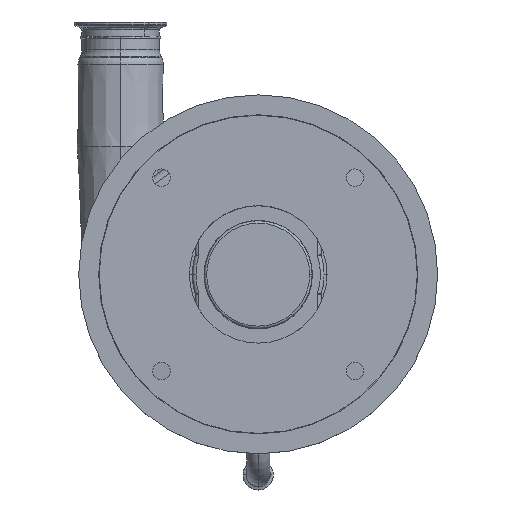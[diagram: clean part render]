
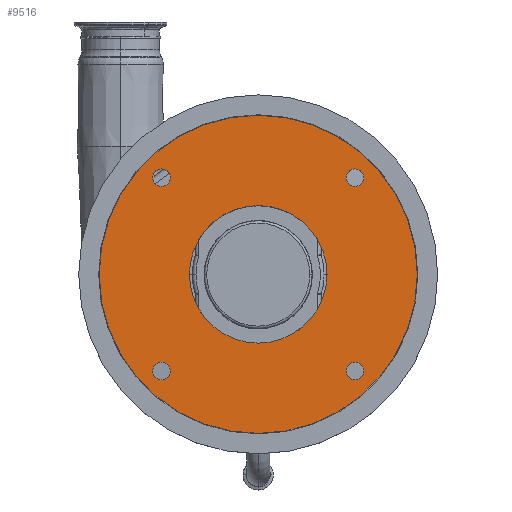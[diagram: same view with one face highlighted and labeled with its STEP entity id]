
A CAD part, top view. The second image highlights one B-rep face of the part: STEP entity #9516.
In plain terms, the highlighted planar face has unit normal (0, 0, 1).
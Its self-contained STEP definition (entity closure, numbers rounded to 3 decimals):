
#498 = CARTESIAN_POINT ( 'NONE',  ( 80.822, 80.822, 189.5 ) ) ;
#639 = CIRCLE ( 'NONE', #4262, 57.5 ) ;
#979 = AXIS2_PLACEMENT_3D ( 'NONE', #5526, #4321, #15381 ) ;
#1043 = VERTEX_POINT ( 'NONE', #12927 ) ;
#1130 = EDGE_CURVE ( 'NONE', #12866, #9949, #15435, .T. ) ;
#1261 = EDGE_CURVE ( 'NONE', #5293, #14405, #12855, .T. ) ;
#1293 = CARTESIAN_POINT ( 'NONE',  ( 80.822, 80.822, 189.5 ) ) ;
#1340 = CARTESIAN_POINT ( 'NONE',  ( -80.822, -80.822, 189.5 ) ) ;
#1446 = EDGE_CURVE ( 'NONE', #8970, #3887, #5570, .T. ) ;
#1504 = CIRCLE ( 'NONE', #7209, 7.25 ) ;
#1525 = VERTEX_POINT ( 'NONE', #9660 ) ;
#1669 = FACE_BOUND ( 'NONE', #10381, .T. ) ;
#1697 = ORIENTED_EDGE ( 'NONE', *, *, #10754, .F. ) ;
#1801 = CARTESIAN_POINT ( 'NONE',  ( 0., 0., 189.5 ) ) ;
#1937 = DIRECTION ( 'NONE',  ( 0., 0., 1. ) ) ;
#2073 = CIRCLE ( 'NONE', #14242, 7.25 ) ;
#2728 = DIRECTION ( 'NONE',  ( 1., 0., 0. ) ) ;
#3034 = FACE_BOUND ( 'NONE', #7346, .T. ) ;
#3204 = DIRECTION ( 'NONE',  ( 0., 0., 1. ) ) ;
#3218 = EDGE_CURVE ( 'NONE', #13828, #1043, #2073, .T. ) ;
#3287 = DIRECTION ( 'NONE',  ( 0., 0., 1. ) ) ;
#3611 = DIRECTION ( 'NONE',  ( 1., 0., 0. ) ) ;
#3726 = DIRECTION ( 'NONE',  ( 1., 0., 0. ) ) ;
#3887 = VERTEX_POINT ( 'NONE', #5859 ) ;
#3968 = ORIENTED_EDGE ( 'NONE', *, *, #1261, .F. ) ;
#3999 = CIRCLE ( 'NONE', #12316, 132.95 ) ;
#4062 = EDGE_LOOP ( 'NONE', ( #5557, #7439 ) ) ;
#4262 = AXIS2_PLACEMENT_3D ( 'NONE', #4452, #8115, #4292 ) ;
#4292 = DIRECTION ( 'NONE',  ( 1., 0., 0. ) ) ;
#4321 = DIRECTION ( 'NONE',  ( 0., 0., 1. ) ) ;
#4384 = DIRECTION ( 'NONE',  ( 0., 0., 1. ) ) ;
#4438 = CARTESIAN_POINT ( 'NONE',  ( 88.072, 80.822, 189.5 ) ) ;
#4452 = CARTESIAN_POINT ( 'NONE',  ( 0., 0., 189.5 ) ) ;
#4850 = CIRCLE ( 'NONE', #13151, 132.95 ) ;
#5092 = DIRECTION ( 'NONE',  ( 1., 0., 0. ) ) ;
#5233 = CARTESIAN_POINT ( 'NONE',  ( -132.95, 0., 189.5 ) ) ;
#5293 = VERTEX_POINT ( 'NONE', #11526 ) ;
#5526 = CARTESIAN_POINT ( 'NONE',  ( 0., 0., 189.5 ) ) ;
#5557 = ORIENTED_EDGE ( 'NONE', *, *, #1446, .F. ) ;
#5570 = CIRCLE ( 'NONE', #14933, 7.25 ) ;
#5706 = CARTESIAN_POINT ( 'NONE',  ( -88.072, 80.822, 189.5 ) ) ;
#5859 = CARTESIAN_POINT ( 'NONE',  ( -88.072, -80.822, 189.5 ) ) ;
#6067 = CARTESIAN_POINT ( 'NONE',  ( 73.572, -80.822, 189.5 ) ) ;
#6531 = FACE_BOUND ( 'NONE', #4062, .T. ) ;
#6633 = DIRECTION ( 'NONE',  ( 0., 0., 1. ) ) ;
#6744 = DIRECTION ( 'NONE',  ( 1., 0., 0. ) ) ;
#7049 = EDGE_LOOP ( 'NONE', ( #8668, #12074 ) ) ;
#7144 = AXIS2_PLACEMENT_3D ( 'NONE', #1293, #10234, #5092 ) ;
#7209 = AXIS2_PLACEMENT_3D ( 'NONE', #14403, #3287, #11981 ) ;
#7319 = AXIS2_PLACEMENT_3D ( 'NONE', #16043, #13852, #3611 ) ;
#7346 = EDGE_LOOP ( 'NONE', ( #15050, #3968 ) ) ;
#7439 = ORIENTED_EDGE ( 'NONE', *, *, #15933, .F. ) ;
#8018 = EDGE_CURVE ( 'NONE', #11551, #10629, #4850, .T. ) ;
#8079 = CIRCLE ( 'NONE', #7319, 7.25 ) ;
#8115 = DIRECTION ( 'NONE',  ( 0., 0., 1. ) ) ;
#8351 = AXIS2_PLACEMENT_3D ( 'NONE', #14253, #6633, #10215 ) ;
#8460 = DIRECTION ( 'NONE',  ( 0., 0., 1. ) ) ;
#8668 = ORIENTED_EDGE ( 'NONE', *, *, #8018, .T. ) ;
#8970 = VERTEX_POINT ( 'NONE', #9160 ) ;
#8979 = AXIS2_PLACEMENT_3D ( 'NONE', #1340, #13850, #2728 ) ;
#9137 = EDGE_CURVE ( 'NONE', #9949, #12866, #1504, .T. ) ;
#9160 = CARTESIAN_POINT ( 'NONE',  ( -73.572, -80.822, 189.5 ) ) ;
#9363 = DIRECTION ( 'NONE',  ( 0., 0., 1. ) ) ;
#9475 = VERTEX_POINT ( 'NONE', #11412 ) ;
#9516 = ADVANCED_FACE ( 'NONE', ( #10511, #12878, #6531, #10436, #3034, #1669 ), #14006, .T. ) ;
#9660 = CARTESIAN_POINT ( 'NONE',  ( -57.5, 0., 189.5 ) ) ;
#9740 = CIRCLE ( 'NONE', #14132, 7.25 ) ;
#9949 = VERTEX_POINT ( 'NONE', #5706 ) ;
#10010 = CARTESIAN_POINT ( 'NONE',  ( 132.95, 0., 189.5 ) ) ;
#10174 = EDGE_LOOP ( 'NONE', ( #1697, #11890 ) ) ;
#10215 = DIRECTION ( 'NONE',  ( 1., 0., 0. ) ) ;
#10234 = DIRECTION ( 'NONE',  ( 0., 0., 1. ) ) ;
#10381 = EDGE_LOOP ( 'NONE', ( #14231, #14958 ) ) ;
#10436 = FACE_BOUND ( 'NONE', #10174, .T. ) ;
#10511 = FACE_OUTER_BOUND ( 'NONE', #7049, .T. ) ;
#10629 = VERTEX_POINT ( 'NONE', #5233 ) ;
#10635 = EDGE_CURVE ( 'NONE', #1525, #9475, #14303, .T. ) ;
#10754 = EDGE_CURVE ( 'NONE', #1043, #13828, #8079, .T. ) ;
#10888 = ORIENTED_EDGE ( 'NONE', *, *, #1130, .F. ) ;
#11047 = CARTESIAN_POINT ( 'NONE',  ( -80.822, 80.822, 189.5 ) ) ;
#11412 = CARTESIAN_POINT ( 'NONE',  ( 57.5, 0., 189.5 ) ) ;
#11526 = CARTESIAN_POINT ( 'NONE',  ( 73.572, 80.822, 189.5 ) ) ;
#11551 = VERTEX_POINT ( 'NONE', #10010 ) ;
#11648 = CARTESIAN_POINT ( 'NONE',  ( 0., 0., 189.5 ) ) ;
#11675 = CARTESIAN_POINT ( 'NONE',  ( -80.822, -80.822, 189.5 ) ) ;
#11816 = DIRECTION ( 'NONE',  ( 1., 0., 0. ) ) ;
#11890 = ORIENTED_EDGE ( 'NONE', *, *, #3218, .F. ) ;
#11895 = CARTESIAN_POINT ( 'NONE',  ( -73.572, 80.822, 189.5 ) ) ;
#11981 = DIRECTION ( 'NONE',  ( 1., 0., 0. ) ) ;
#12074 = ORIENTED_EDGE ( 'NONE', *, *, #13055, .T. ) ;
#12316 = AXIS2_PLACEMENT_3D ( 'NONE', #1801, #4384, #6744 ) ;
#12829 = DIRECTION ( 'NONE',  ( 1., 0., 0. ) ) ;
#12855 = CIRCLE ( 'NONE', #7144, 7.25 ) ;
#12866 = VERTEX_POINT ( 'NONE', #11895 ) ;
#12878 = FACE_BOUND ( 'NONE', #13426, .T. ) ;
#12927 = CARTESIAN_POINT ( 'NONE',  ( 88.072, -80.822, 189.5 ) ) ;
#12999 = DIRECTION ( 'NONE',  ( 1., 0., 0. ) ) ;
#13055 = EDGE_CURVE ( 'NONE', #10629, #11551, #3999, .T. ) ;
#13099 = CIRCLE ( 'NONE', #8979, 7.25 ) ;
#13151 = AXIS2_PLACEMENT_3D ( 'NONE', #11648, #3204, #11816 ) ;
#13426 = EDGE_LOOP ( 'NONE', ( #10888, #14678 ) ) ;
#13828 = VERTEX_POINT ( 'NONE', #6067 ) ;
#13850 = DIRECTION ( 'NONE',  ( 0., 0., 1. ) ) ;
#13852 = DIRECTION ( 'NONE',  ( 0., 0., 1. ) ) ;
#14006 = PLANE ( 'NONE',  #979 ) ;
#14132 = AXIS2_PLACEMENT_3D ( 'NONE', #498, #9363, #12999 ) ;
#14231 = ORIENTED_EDGE ( 'NONE', *, *, #15400, .F. ) ;
#14242 = AXIS2_PLACEMENT_3D ( 'NONE', #15016, #14858, #3726 ) ;
#14253 = CARTESIAN_POINT ( 'NONE',  ( 0., 0., 189.5 ) ) ;
#14303 = CIRCLE ( 'NONE', #8351, 57.5 ) ;
#14403 = CARTESIAN_POINT ( 'NONE',  ( -80.822, 80.822, 189.5 ) ) ;
#14405 = VERTEX_POINT ( 'NONE', #4438 ) ;
#14450 = DIRECTION ( 'NONE',  ( 1., 0., 0. ) ) ;
#14678 = ORIENTED_EDGE ( 'NONE', *, *, #9137, .F. ) ;
#14718 = EDGE_CURVE ( 'NONE', #14405, #5293, #9740, .T. ) ;
#14858 = DIRECTION ( 'NONE',  ( 0., 0., 1. ) ) ;
#14933 = AXIS2_PLACEMENT_3D ( 'NONE', #11675, #1937, #12829 ) ;
#14958 = ORIENTED_EDGE ( 'NONE', *, *, #10635, .F. ) ;
#15016 = CARTESIAN_POINT ( 'NONE',  ( 80.822, -80.822, 189.5 ) ) ;
#15050 = ORIENTED_EDGE ( 'NONE', *, *, #14718, .F. ) ;
#15381 = DIRECTION ( 'NONE',  ( 1., 0., 0. ) ) ;
#15400 = EDGE_CURVE ( 'NONE', #9475, #1525, #639, .T. ) ;
#15435 = CIRCLE ( 'NONE', #15964, 7.25 ) ;
#15933 = EDGE_CURVE ( 'NONE', #3887, #8970, #13099, .T. ) ;
#15964 = AXIS2_PLACEMENT_3D ( 'NONE', #11047, #8460, #14450 ) ;
#16043 = CARTESIAN_POINT ( 'NONE',  ( 80.822, -80.822, 189.5 ) ) ;
